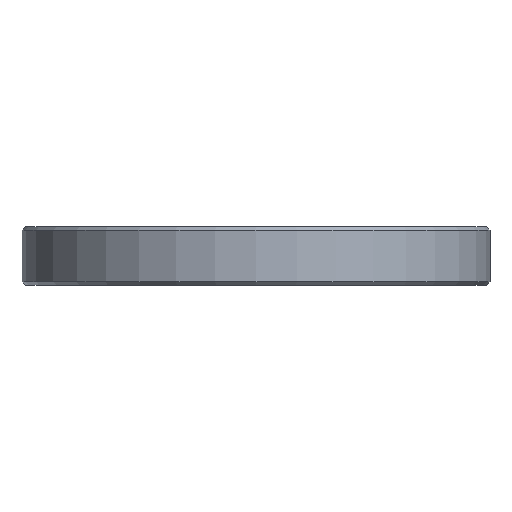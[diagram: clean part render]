
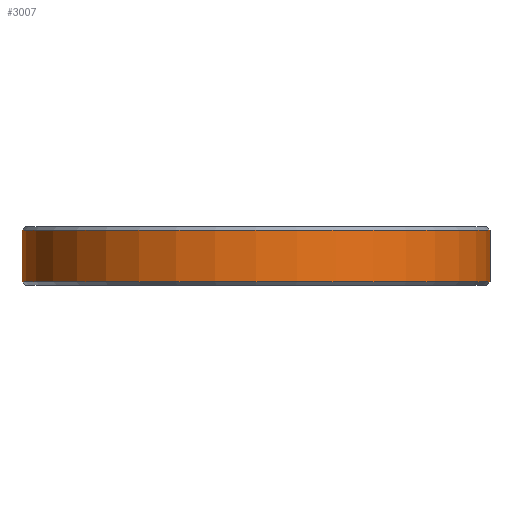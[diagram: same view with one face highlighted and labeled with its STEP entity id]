
A CAD part, left-side view. The second image highlights one B-rep face of the part: STEP entity #3007.
In plain terms, the highlighted cylindrical face has radius 57.15 mm (diameter 114.3 mm), a partial arc.
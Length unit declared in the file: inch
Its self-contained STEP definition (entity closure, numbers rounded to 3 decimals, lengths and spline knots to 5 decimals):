
#675=DIRECTION('',(0.,0.,-1.));
#676=VECTOR('',#675,0.5);
#677=CARTESIAN_POINT('',(0.,2.25,0.469));
#678=LINE('',#677,#676);
#679=DIRECTION('',(0.,0.,-1.));
#680=VECTOR('',#679,0.5);
#681=CARTESIAN_POINT('',(0.,-2.25,0.469));
#682=LINE('',#681,#680);
#683=CARTESIAN_POINT('',(0.,0.,-0.031));
#684=DIRECTION('',(0.,0.,1.));
#685=DIRECTION('',(0.,1.,0.));
#686=AXIS2_PLACEMENT_3D('',#683,#684,#685);
#692=CARTESIAN_POINT('',(0.,0.,0.469));
#693=DIRECTION('',(0.,0.,-1.));
#694=DIRECTION('',(0.,-1.,0.));
#695=AXIS2_PLACEMENT_3D('',#692,#693,#694);
#2280=CARTESIAN_POINT('',(0.,-2.25,-0.031));
#2281=CARTESIAN_POINT('',(0.,2.25,-0.031));
#2282=VERTEX_POINT('',#2280);
#2283=VERTEX_POINT('',#2281);
#2284=CARTESIAN_POINT('',(0.,-2.25,0.469));
#2285=VERTEX_POINT('',#2284);
#2286=CARTESIAN_POINT('',(0.,2.25,0.469));
#2287=VERTEX_POINT('',#2286);
#2994=CARTESIAN_POINT('',(0.,0.,0.));
#2995=DIRECTION('',(0.,0.,1.));
#2996=DIRECTION('',(0.,1.,0.));
#2997=AXIS2_PLACEMENT_3D('',#2994,#2995,#2996);
#2998=CYLINDRICAL_SURFACE('',#2997,2.25);
#3000=ORIENTED_EDGE('',*,*,#2999,.F.);
#3001=ORIENTED_EDGE('',*,*,#2989,.F.);
#3003=ORIENTED_EDGE('',*,*,#3002,.F.);
#3004=ORIENTED_EDGE('',*,*,#2985,.T.);
#3005=EDGE_LOOP('',(#3000,#3001,#3003,#3004));
#3006=FACE_OUTER_BOUND('',#3005,.F.);
#3007=ADVANCED_FACE('',(#3006),#2998,.T.);
#687=CIRCLE('',#686,2.25);
#696=CIRCLE('',#695,2.25);
#2985=EDGE_CURVE('',#2285,#2282,#682,.T.);
#2989=EDGE_CURVE('',#2287,#2283,#678,.T.);
#2999=EDGE_CURVE('',#2283,#2282,#687,.T.);
#3002=EDGE_CURVE('',#2285,#2287,#696,.T.);
